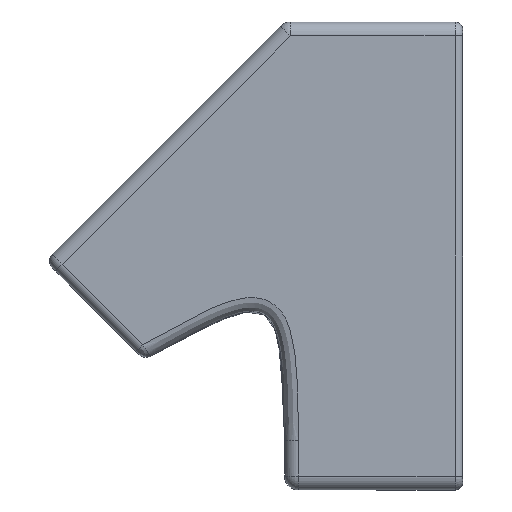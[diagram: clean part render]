
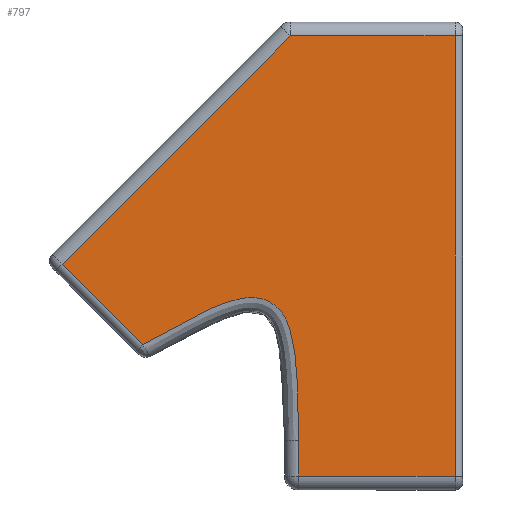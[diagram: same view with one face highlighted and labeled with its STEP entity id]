
A CAD part, left-side view. The second image highlights one B-rep face of the part: STEP entity #797.
In plain terms, the highlighted planar face has unit normal (-1, 0, 0).
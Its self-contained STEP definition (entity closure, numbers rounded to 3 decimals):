
#30 = ORIENTED_EDGE ( 'NONE', *, *, #872, .T. ) ;
#135 = VERTEX_POINT ( 'NONE', #315 ) ;
#169 = CARTESIAN_POINT ( 'NONE',  ( -15., -22.264, 4.83 ) ) ;
#190 = CARTESIAN_POINT ( 'NONE',  ( -15., -12.945, 13.912 ) ) ;
#204 = CARTESIAN_POINT ( 'NONE',  ( -15., -20.155, 13.931 ) ) ;
#227 = CARTESIAN_POINT ( 'NONE',  ( -15., -17.248, 15.081 ) ) ;
#315 = CARTESIAN_POINT ( 'NONE',  ( -15., 3.054, 18.643 ) ) ;
#327 = LINE ( 'NONE', #1873, #3239 ) ;
#456 = CARTESIAN_POINT ( 'NONE',  ( -15., -21.824, 9.88 ) ) ;
#476 = CARTESIAN_POINT ( 'NONE',  ( -15., -7.805, 11.287 ) ) ;
#740 = CARTESIAN_POINT ( 'NONE',  ( -15., -22.336, -0.241 ) ) ;
#797 = ADVANCED_FACE ( 'NONE', ( #3699 ), #1879, .T. ) ;
#815 = CARTESIAN_POINT ( 'NONE',  ( -15., -22.063, 7.994 ) ) ;
#822 = EDGE_LOOP ( 'NONE', ( #30, #2170, #850, #2707, #2722, #2338, #3307 ) ) ;
#850 = ORIENTED_EDGE ( 'NONE', *, *, #1904, .T. ) ;
#872 = EDGE_CURVE ( 'NONE', #2931, #3907, #1299, .T. ) ;
#878 = VERTEX_POINT ( 'NONE', #1861 ) ;
#1079 = CARTESIAN_POINT ( 'NONE',  ( -15., -5.582, 10.008 ) ) ;
#1092 = EDGE_CURVE ( 'NONE', #3907, #1846, #2309, .T. ) ;
#1101 = CARTESIAN_POINT ( 'NONE',  ( -15., -21.388, 11.716 ) ) ;
#1126 = DIRECTION ( 'NONE',  ( 0., -0.707, -0.707 ) ) ;
#1139 = CARTESIAN_POINT ( 'NONE',  ( -15., 0., 43.154 ) ) ;
#1140 = CARTESIAN_POINT ( 'NONE',  ( -15., -15.666, 14.868 ) ) ;
#1142 = CARTESIAN_POINT ( 'NONE',  ( -15., -22.336, -4.079 ) ) ;
#1157 = CARTESIAN_POINT ( 'NONE',  ( -15., -18.209, 14.993 ) ) ;
#1185 = VECTOR ( 'NONE', #2193, 1000. ) ;
#1228 = CARTESIAN_POINT ( 'NONE',  ( -15., -5.582, 10.008 ) ) ;
#1242 = CARTESIAN_POINT ( 'NONE',  ( -15., 0., -4.079 ) ) ;
#1299 = LINE ( 'NONE', #1242, #1185 ) ;
#1407 = VERTEX_POINT ( 'NONE', #740 ) ;
#1410 = CARTESIAN_POINT ( 'NONE',  ( -15., -18.972, 14.744 ) ) ;
#1425 = CARTESIAN_POINT ( 'NONE',  ( -15., -21.045, 12.603 ) ) ;
#1430 = VECTOR ( 'NONE', #3162, 1000. ) ;
#1444 = CARTESIAN_POINT ( 'NONE',  ( -15., -20.739, 13.171 ) ) ;
#1462 = CARTESIAN_POINT ( 'NONE',  ( -15., -6.691, 10.652 ) ) ;
#1573 = CARTESIAN_POINT ( 'NONE',  ( -15., -22.336, 0. ) ) ;
#1675 = CARTESIAN_POINT ( 'NONE',  ( -15., -22.214, 6.098 ) ) ;
#1693 = CARTESIAN_POINT ( 'NONE',  ( -15., -14.438, 14.5 ) ) ;
#1709 = CARTESIAN_POINT ( 'NONE',  ( -15., -19.119, 14.676 ) ) ;
#1727 = CARTESIAN_POINT ( 'NONE',  ( -15., -19.399, 14.523 ) ) ;
#1746 = CARTESIAN_POINT ( 'NONE',  ( -15., -18.52, 14.918 ) ) ;
#1846 = VERTEX_POINT ( 'NONE', #3540 ) ;
#1861 = CARTESIAN_POINT ( 'NONE',  ( -15., -21.457, 43.154 ) ) ;
#1864 = LINE ( 'NONE', #1573, #1977 ) ;
#1873 = CARTESIAN_POINT ( 'NONE',  ( -15., 10.848, 10.848 ) ) ;
#1879 = PLANE ( 'NONE',  #2951 ) ;
#1904 = EDGE_CURVE ( 'NONE', #1846, #878, #2278, .T. ) ;
#1906 = VECTOR ( 'NONE', #3231, 1000. ) ;
#1977 = VECTOR ( 'NONE', #3067, 1000. ) ;
#1980 = CARTESIAN_POINT ( 'NONE',  ( -15., -21.999, 8.626 ) ) ;
#2000 = CARTESIAN_POINT ( 'NONE',  ( -15., -14.741, 14.603 ) ) ;
#2019 = CARTESIAN_POINT ( 'NONE',  ( -15., -16.612, 15.041 ) ) ;
#2038 = CARTESIAN_POINT ( 'NONE',  ( -15., -13.535, 14.165 ) ) ;
#2170 = ORIENTED_EDGE ( 'NONE', *, *, #1092, .T. ) ;
#2193 = DIRECTION ( 'NONE',  ( 0., -1., 0. ) ) ;
#2229 = VECTOR ( 'NONE', #1126, 1000. ) ;
#2248 = EDGE_CURVE ( 'NONE', #1407, #2931, #1864, .T. ) ;
#2278 = LINE ( 'NONE', #1139, #1430 ) ;
#2280 = CARTESIAN_POINT ( 'NONE',  ( -15., -22.336, -0.241 ) ) ;
#2309 = LINE ( 'NONE', #2684, #1906 ) ;
#2322 = CARTESIAN_POINT ( 'NONE',  ( -15., -11.195, 13.107 ) ) ;
#2338 = ORIENTED_EDGE ( 'NONE', *, *, #3163, .T. ) ;
#2357 = CARTESIAN_POINT ( 'NONE',  ( -15., -21.171, 12.31 ) ) ;
#2362 = CARTESIAN_POINT ( 'NONE',  ( -15., -7.795, 7.795 ) ) ;
#2518 = EDGE_CURVE ( 'NONE', #135, #3899, #2958, .T. ) ;
#2586 = CARTESIAN_POINT ( 'NONE',  ( -15., -15.355, 14.788 ) ) ;
#2684 = CARTESIAN_POINT ( 'NONE',  ( -15., -39.143, 0. ) ) ;
#2694 = EDGE_CURVE ( 'NONE', #878, #135, #327, .T. ) ;
#2707 = ORIENTED_EDGE ( 'NONE', *, *, #2694, .T. ) ;
#2722 = ORIENTED_EDGE ( 'NONE', *, *, #2518, .T. ) ;
#2779 = CARTESIAN_POINT ( 'NONE',  ( -15., -39.143, -4.079 ) ) ;
#2875 = CARTESIAN_POINT ( 'NONE',  ( -15., -20.564, 13.438 ) ) ;
#2894 = CARTESIAN_POINT ( 'NONE',  ( -15., -10.057, 12.512 ) ) ;
#2910 = CARTESIAN_POINT ( 'NONE',  ( -15., -19.918, 14.156 ) ) ;
#2931 = VERTEX_POINT ( 'NONE', #1142 ) ;
#2932 = CARTESIAN_POINT ( 'NONE',  ( -15., -22.336, 1.027 ) ) ;
#2951 = AXIS2_PLACEMENT_3D ( 'NONE', #3342, #3399, #3639 ) ;
#2958 = LINE ( 'NONE', #2362, #2229 ) ;
#3067 = DIRECTION ( 'NONE',  ( 0., 0., -1. ) ) ;
#3162 = DIRECTION ( 'NONE',  ( 0., 1., 0. ) ) ;
#3163 = EDGE_CURVE ( 'NONE', #3899, #1407, #3407, .T. ) ;
#3226 = CARTESIAN_POINT ( 'NONE',  ( -15., -21.478, 11.415 ) ) ;
#3231 = DIRECTION ( 'NONE',  ( 0., 0., 1. ) ) ;
#3239 = VECTOR ( 'NONE', #3374, 1000. ) ;
#3307 = ORIENTED_EDGE ( 'NONE', *, *, #2248, .T. ) ;
#3342 = CARTESIAN_POINT ( 'NONE',  ( -15., 0., 0. ) ) ;
#3374 = DIRECTION ( 'NONE',  ( 0., 0.707, -0.707 ) ) ;
#3399 = DIRECTION ( 'NONE',  ( -1., 0., 0. ) ) ;
#3407 = B_SPLINE_CURVE_WITH_KNOTS ( 'NONE', 3,
 ( #1079, #1462, #476, #2894, #2322, #190, #2038, #1693, #2000, #2586, #1140, #3873, #2019, #227, #3525, #1157, #1746, #1410, #1709, #1727, #3542, #2910, #204, #2875, #1444, #1425, #2357, #1101, #3226, #3564, #456, #1980, #815, #1675, #169, #3790, #2932, #2280 ),
 .UNSPECIFIED., .F., .F.,
 ( 4, 2, 2, 2, 2, 2, 2, 2, 2, 2, 2, 2, 2, 2, 2, 2, 2, 2, 4 ),
 ( 0.001, 0.005, 0.009, 0.011, 0.012, 0.013, 0.014, 0.014, 0.015, 0.016, 0.016, 0.017, 0.018, 0.019, 0.02, 0.022, 0.024, 0.028, 0.032 ),
 .UNSPECIFIED. ) ;
#3525 = CARTESIAN_POINT ( 'NONE',  ( -15., -17.571, 15.075 ) ) ;
#3540 = CARTESIAN_POINT ( 'NONE',  ( -15., -39.143, 43.154 ) ) ;
#3542 = CARTESIAN_POINT ( 'NONE',  ( -15., -19.533, 14.437 ) ) ;
#3564 = CARTESIAN_POINT ( 'NONE',  ( -15., -21.714, 10.501 ) ) ;
#3639 = DIRECTION ( 'NONE',  ( 0., 0., 1. ) ) ;
#3699 = FACE_OUTER_BOUND ( 'NONE', #822, .T. ) ;
#3790 = CARTESIAN_POINT ( 'NONE',  ( -15., -22.326, 2.295 ) ) ;
#3873 = CARTESIAN_POINT ( 'NONE',  ( -15., -16.296, 14.995 ) ) ;
#3899 = VERTEX_POINT ( 'NONE', #1228 ) ;
#3907 = VERTEX_POINT ( 'NONE', #2779 ) ;
